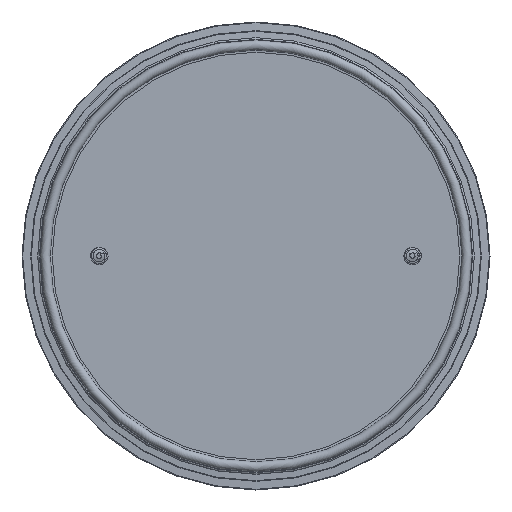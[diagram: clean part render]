
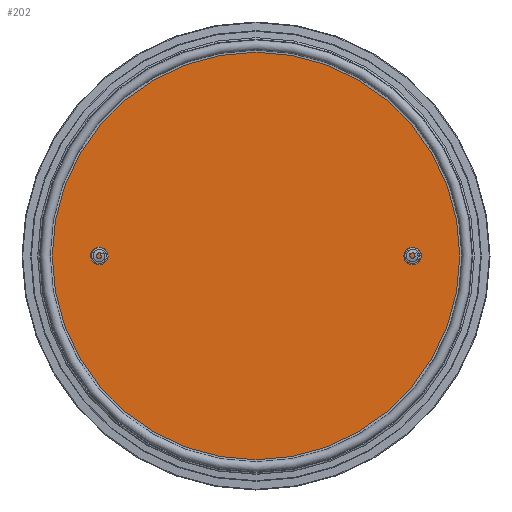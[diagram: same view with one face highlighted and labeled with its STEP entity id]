
A CAD part, front view. The second image highlights one B-rep face of the part: STEP entity #202.
In plain terms, the highlighted planar face has unit normal (0, -1, 0).
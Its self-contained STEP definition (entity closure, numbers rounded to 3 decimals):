
#162=CARTESIAN_POINT('',(58.525,70.5,0.));
#163=VERTEX_POINT('',#162);
#164=CARTESIAN_POINT('',(0.,70.5,0.0));
#165=DIRECTION('',(0.0,1.0,0.0));
#166=DIRECTION('',(-1.0,0.0,0.0));
#167=AXIS2_PLACEMENT_3D('',#164,#165,#166);
#168=CIRCLE('',#167,58.525);
#169=EDGE_CURVE('',#163,#163,#168,.T.);
#194=CARTESIAN_POINT('',(30.763,70.5,0.0));
#195=DIRECTION('',(0.0,-1.0,0.0));
#196=DIRECTION('',(0.0,0.0,-1.0));
#197=AXIS2_PLACEMENT_3D('',#194,#195,#196);
#198=PLANE('',#197);
#199=ORIENTED_EDGE('',*,*,#169,.F.);
#200=EDGE_LOOP('',(#199));
#201=FACE_OUTER_BOUND('',#200,.T.);
#202=ADVANCED_FACE('',(#201),#198,.T.);
